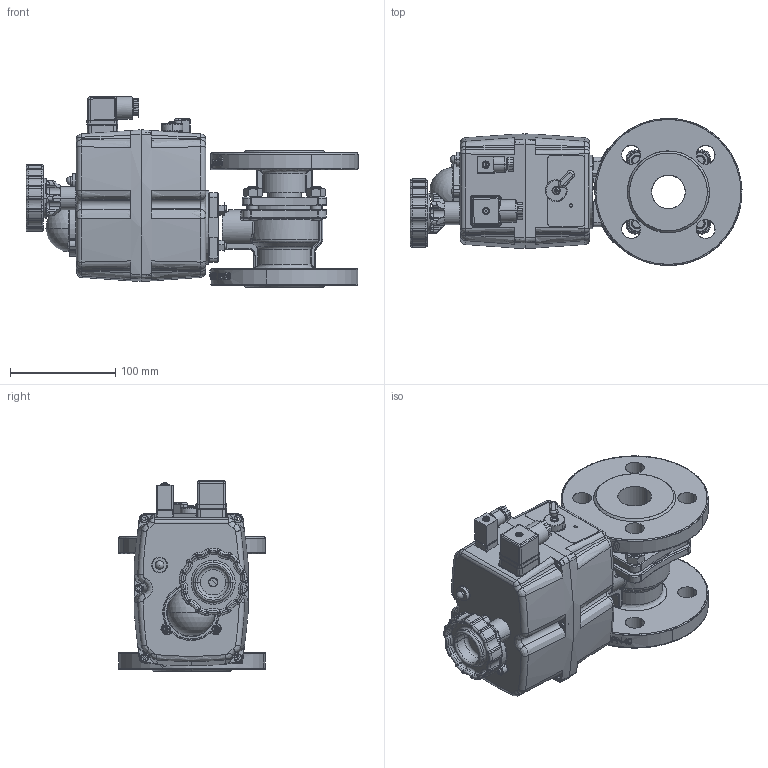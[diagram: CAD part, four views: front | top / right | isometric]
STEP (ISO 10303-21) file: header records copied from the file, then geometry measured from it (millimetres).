
FILE_DESCRIPTION (( 'STEP AP214' ), '1' );
FILE_NAME ('EK05_DN32_(EK05000006).STEP', '2022-08-31T09:08:56', ( '' ), ( '' ), 'SwSTEP 2.0', 'SolidWorks 2021', '' );
FILE_SCHEMA (( 'AUTOMOTIVE_DESIGN' ));
Length unit declared in the file: metre
Products named in the file (1): EK05_DN32_(EK05000006)
Bounding box: 316.03 x 140.05 x 181.71 mm (x, y, z)
Surface area: 244661.1 mm2 (no closed solid volume)
Topology: 0 solids, 358 shells, 1707 faces, 6146 edges, 4634 vertices
Faces by surface type: cylinder 572, plane 425, bspline 285, torus 280, cone 132, sphere 13
Entity records: 134670 total; most frequent: CARTESIAN_POINT 67118, DIRECTION 9682, ORIENTED_EDGE 8969, EDGE_CURVE 6098, VERTEX_POINT 4633, AXIS2_PLACEMENT_3D 3822, CIRCLE 2399, LINE 2038
